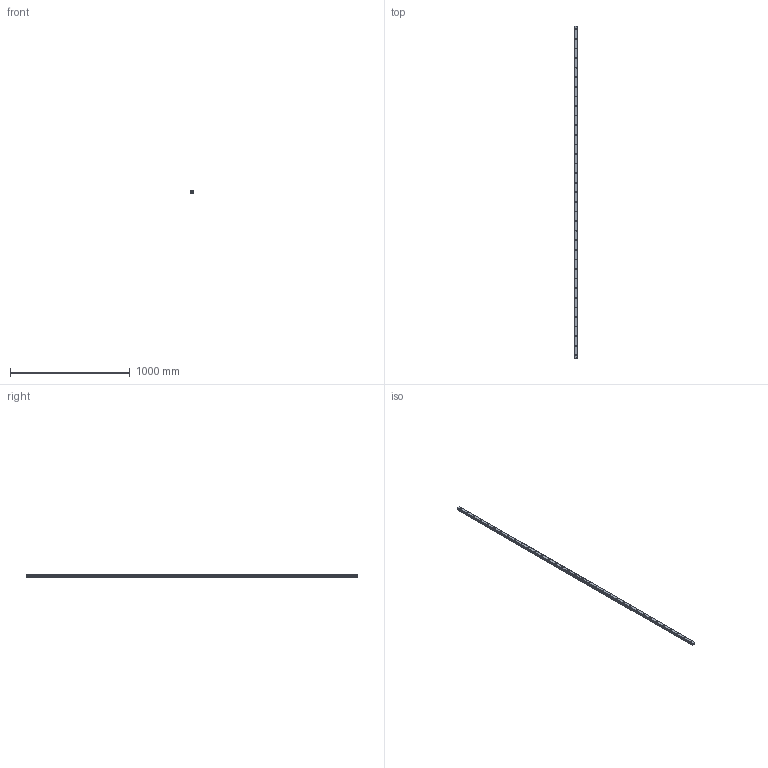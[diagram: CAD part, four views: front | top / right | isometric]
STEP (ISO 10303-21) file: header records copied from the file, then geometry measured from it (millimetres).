
FILE_DESCRIPTION(('STEP AP214'),'1');
FILE_NAME('cctmp_9E5EAB97-AE79-475D-8387-20C89F7F7B87_2021_02_10_12_57_11_0802..stp','2021-02-10T11:57:11',('HIWIN GmbH'),('CADClick - www.CADClick.com'),'Spatial InterOp 3D',' ','unknown authorization');
FILE_SCHEMA(('AUTOMOTIVE_DESIGN'));
Length unit declared in the file: millimetre
Products named in the file (1): EGR30R2770C_FILE
Bounding box: 28 x 2770 x 23 mm (x, y, z)
Volume: 1548151.6 mm3; surface area: 311332.5 mm2
Topology: 1 solids, 1 shells, 418 faces, 921 edges, 614 vertices
Faces by surface type: cylinder 228, plane 190
Entity records: 15069 total; most frequent: DIRECTION 2215, CARTESIAN_POINT 1954, ORIENTED_EDGE 1842, EDGE_CURVE 921, AXIS2_PLACEMENT_3D 875, VERTEX_POINT 614, EDGE_LOOP 527, LINE 465
